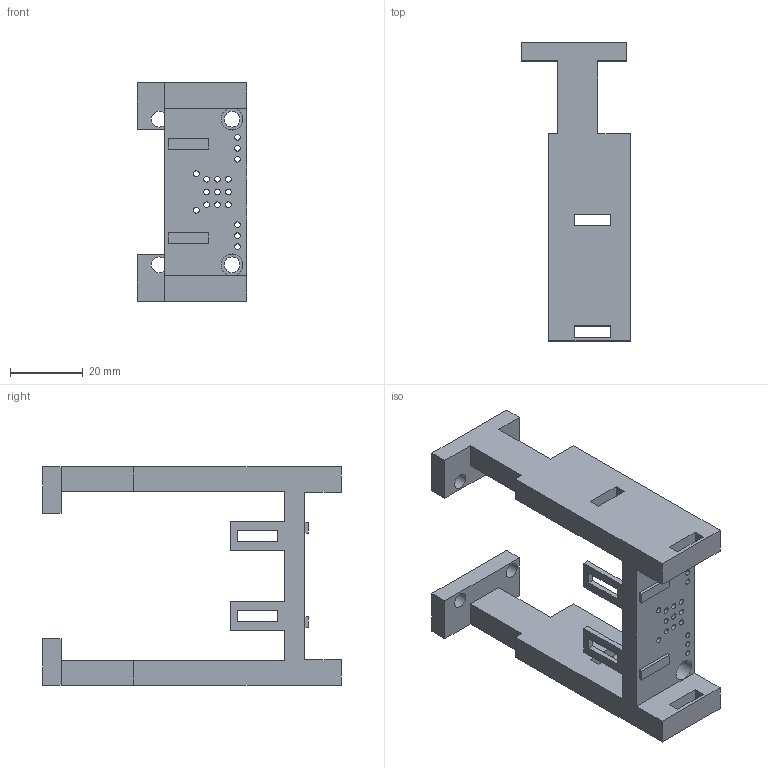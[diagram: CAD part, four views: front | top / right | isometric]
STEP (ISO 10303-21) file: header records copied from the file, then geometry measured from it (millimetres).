
FILE_DESCRIPTION(/* description */ (''),/* implementation_level */ '2;1');
FILE_NAME(/* name */ 'sample_holder.stp',/* time_stamp */ '2025-07-23T17:07:13+02:00',/* author */ ('gaiadaprato'),/* organization */ (''),/* preprocessor_version */ 'ST-DEVELOPER v19.2',/* originating_system */ 'Autodesk Inventor 2024',/* authorisation */ '');
FILE_SCHEMA (('AUTOMOTIVE_DESIGN { 1 0 10303 214 3 1 1 }'));
Length unit declared in the file: millimetre
Products named in the file (1): sample_holder_test
Bounding box: 30 x 82 x 60 mm (x, y, z)
Volume: 28385.6 mm3; surface area: 15077.6 mm2
Topology: 1 solids, 1 shells, 185 faces, 535 edges, 354 vertices
Faces by surface type: plane 105, cylinder 68, cone 12
Full cylindrical faces by diameter (mm): 1.567 x29, 4.3 x4, 6 x2
Entity records: 6381 total; most frequent: CARTESIAN_POINT 1063, ORIENTED_EDGE 1046, DIRECTION 1033, EDGE_CURVE 523, LINE 385, VECTOR 385, VERTEX_POINT 352, AXIS2_PLACEMENT_3D 324
